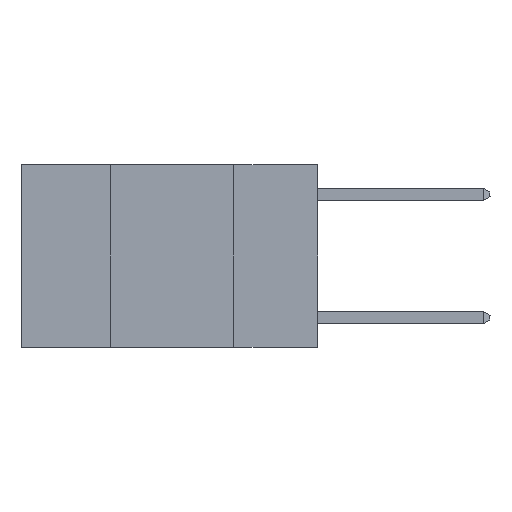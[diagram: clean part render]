
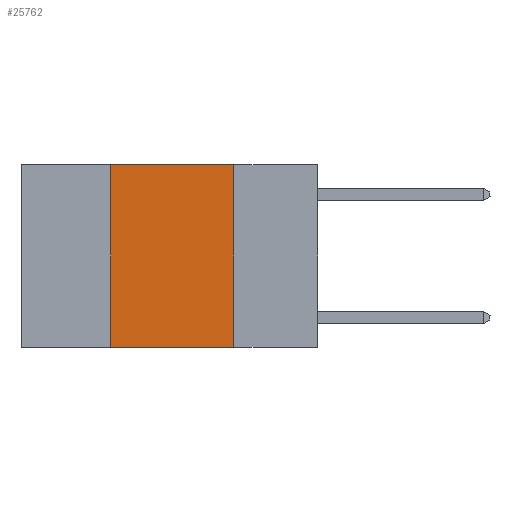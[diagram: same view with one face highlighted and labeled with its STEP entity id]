
A CAD part, left-side view. The second image highlights one B-rep face of the part: STEP entity #25762.
In plain terms, the highlighted planar face has unit normal (-1, 0, 0).
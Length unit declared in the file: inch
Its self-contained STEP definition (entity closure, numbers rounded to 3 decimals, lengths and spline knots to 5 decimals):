
#91 = ORIENTED_EDGE ( 'NONE', *, *, #3403, .T. ) ;
#1660 = DIRECTION ( 'NONE',  ( 1., 0., 0. ) ) ;
#1805 = DIRECTION ( 'NONE',  ( 0., 0., 1. ) ) ;
#1972 = CARTESIAN_POINT ( 'NONE',  ( 0., 0.42, -0.37 ) ) ;
#2436 = CARTESIAN_POINT ( 'NONE',  ( 0., 0.6, 0. ) ) ;
#3162 = VECTOR ( 'NONE', #1805, 39.37008 ) ;
#3403 = EDGE_CURVE ( 'NONE', #14807, #24184, #17431, .T. ) ;
#3943 = CARTESIAN_POINT ( 'NONE',  ( 0., 0.6, 0. ) ) ;
#4941 = ORIENTED_EDGE ( 'NONE', *, *, #16620, .F. ) ;
#5767 = CARTESIAN_POINT ( 'NONE',  ( 0., 0.17, 0. ) ) ;
#6650 = LINE ( 'NONE', #2436, #6822 ) ;
#6822 = VECTOR ( 'NONE', #10942, 39.37008 ) ;
#7309 = CARTESIAN_POINT ( 'NONE',  ( 0., 0.42, 0. ) ) ;
#9818 = VECTOR ( 'NONE', #24961, 39.37008 ) ;
#10942 = DIRECTION ( 'NONE',  ( 0., -1., 0. ) ) ;
#10965 = VERTEX_POINT ( 'NONE', #7309 ) ;
#10996 = EDGE_LOOP ( 'NONE', ( #22415, #13108, #4941, #91 ) ) ;
#12155 = VECTOR ( 'NONE', #23839, 39.37008 ) ;
#12512 = EDGE_CURVE ( 'NONE', #22244, #24184, #22809, .T. ) ;
#12721 = CARTESIAN_POINT ( 'NONE',  ( 0., 0.42, 0. ) ) ;
#13108 = ORIENTED_EDGE ( 'NONE', *, *, #20611, .F. ) ;
#14009 = AXIS2_PLACEMENT_3D ( 'NONE', #3943, #1660, #23646 ) ;
#14807 = VERTEX_POINT ( 'NONE', #1972 ) ;
#16620 = EDGE_CURVE ( 'NONE', #14807, #10965, #21225, .T. ) ;
#17431 = LINE ( 'NONE', #24381, #12155 ) ;
#20611 = EDGE_CURVE ( 'NONE', #10965, #22244, #6650, .T. ) ;
#21071 = CARTESIAN_POINT ( 'NONE',  ( 0., 0.17, 0. ) ) ;
#21225 = LINE ( 'NONE', #12721, #3162 ) ;
#22244 = VERTEX_POINT ( 'NONE', #21071 ) ;
#22415 = ORIENTED_EDGE ( 'NONE', *, *, #12512, .F. ) ;
#22809 = LINE ( 'NONE', #5767, #9818 ) ;
#23646 = DIRECTION ( 'NONE',  ( 0., 0., -1. ) ) ;
#23839 = DIRECTION ( 'NONE',  ( 0., -1., 0. ) ) ;
#24184 = VERTEX_POINT ( 'NONE', #25597 ) ;
#24381 = CARTESIAN_POINT ( 'NONE',  ( 0., 0.6, -0.37 ) ) ;
#24961 = DIRECTION ( 'NONE',  ( 0., 0., -1. ) ) ;
#25364 = FACE_OUTER_BOUND ( 'NONE', #10996, .T. ) ;
#25597 = CARTESIAN_POINT ( 'NONE',  ( 0., 0.17, -0.37 ) ) ;
#25633 = PLANE ( 'NONE',  #14009 ) ;
#25762 = ADVANCED_FACE ( 'NONE', ( #25364 ), #25633, .F. ) ;
